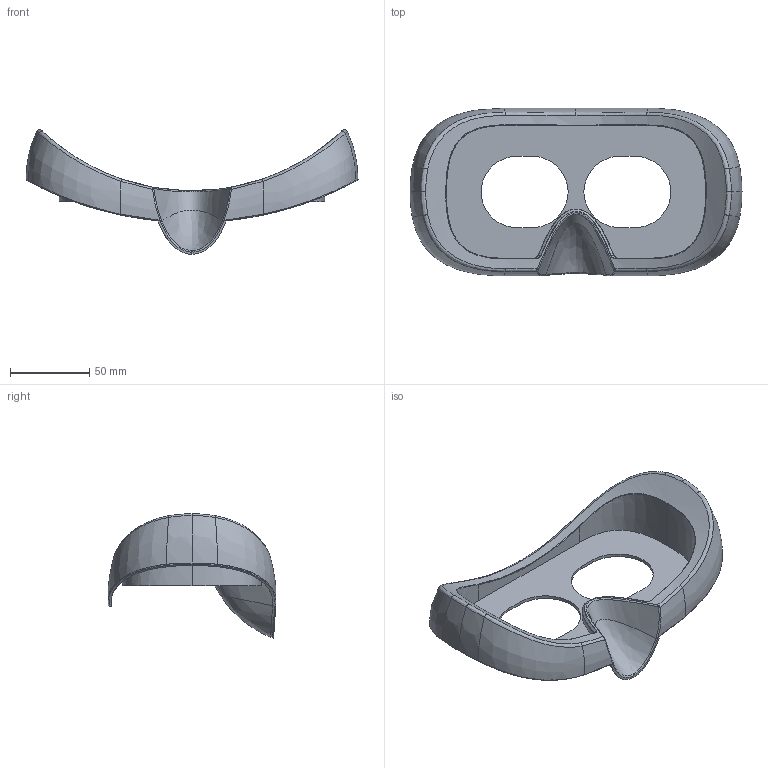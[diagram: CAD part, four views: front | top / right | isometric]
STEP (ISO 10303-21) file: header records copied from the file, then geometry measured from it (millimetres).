
FILE_DESCRIPTION((''),'2;1');
FILE_NAME('VR_RECEIVER_HOLDER','2023-06-28T16:09:38',('Leon'),(''),'CREO PARAMETRIC BY PTC INC, 2018050','CREO PARAMETRIC BY PTC INC, 2018050','');
FILE_SCHEMA(('CONFIG_CONTROL_DESIGN'));
Length unit declared in the file: millimetre
Products named in the file (1): VR_RECEIVER_HOLDER
Bounding box: 210 x 106.06 x 78.72 mm (x, y, z)
Volume: 73841.4 mm3; surface area: 74682.6 mm2
Topology: 1 solids, 1 shells, 154 faces, 375 edges, 223 vertices
Faces by surface type: bspline 128, plane 16, cylinder 9, extrusion 1
Entity records: 11974 total; most frequent: CARTESIAN_POINT 9207, ORIENTED_EDGE 748, EDGE_CURVE 374, DIRECTION 254, B_SPLINE_CURVE_WITH_KNOTS 236, VERTEX_POINT 223, EDGE_LOOP 159, FACE_OUTER_BOUND 154
